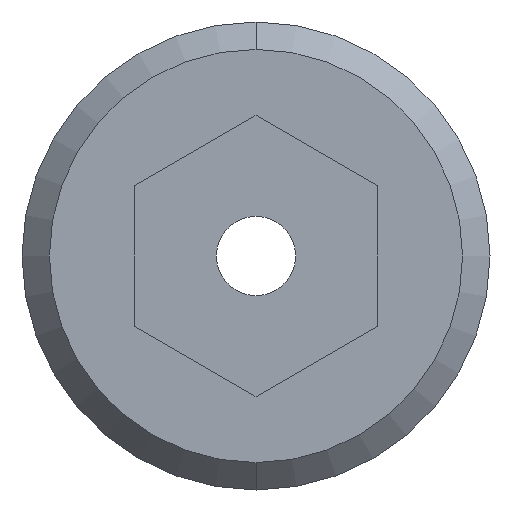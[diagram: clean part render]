
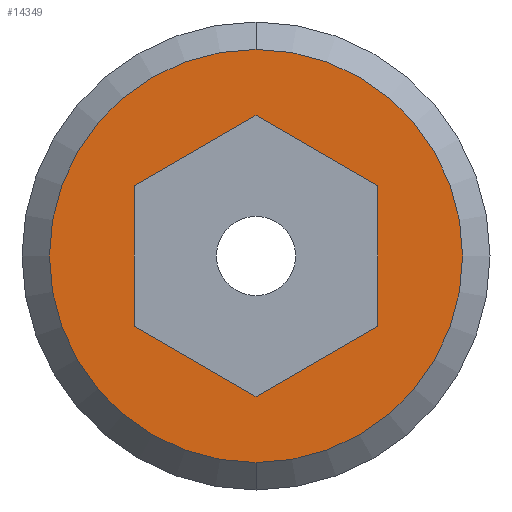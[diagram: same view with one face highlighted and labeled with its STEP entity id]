
A CAD part, left-side view. The second image highlights one B-rep face of the part: STEP entity #14349.
In plain terms, the highlighted planar face has unit normal (-1, 0, 0).
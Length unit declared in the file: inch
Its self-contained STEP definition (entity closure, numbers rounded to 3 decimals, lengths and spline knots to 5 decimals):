
#6774=CARTESIAN_POINT('',(-0.188,0.,0.));
#6775=DIRECTION('',(-1.,0.,0.));
#6776=DIRECTION('',(0.,1.,0.));
#6777=AXIS2_PLACEMENT_3D('',#6774,#6775,#6776);
#6792=DIRECTION('',(0.,0.5,0.866));
#6793=VECTOR('',#6792,0.09238);
#6794=CARTESIAN_POINT('',(-0.188,0.04619,-0.08));
#6795=LINE('',#6794,#6793);
#6796=DIRECTION('',(0.,1.,0.));
#6797=VECTOR('',#6796,0.09238);
#6798=CARTESIAN_POINT('',(-0.188,-0.04619,-0.08));
#6799=LINE('',#6798,#6797);
#6800=DIRECTION('',(0.,0.5,-0.866));
#6801=VECTOR('',#6800,0.09238);
#6802=CARTESIAN_POINT('',(-0.188,-0.09238,0.));
#6803=LINE('',#6802,#6801);
#6804=DIRECTION('',(0.,-0.5,-0.866));
#6805=VECTOR('',#6804,0.09238);
#6806=CARTESIAN_POINT('',(-0.188,-0.04619,0.08));
#6807=LINE('',#6806,#6805);
#6808=DIRECTION('',(0.,-1.,0.));
#6809=VECTOR('',#6808,0.09238);
#6810=CARTESIAN_POINT('',(-0.188,0.04619,0.08));
#6811=LINE('',#6810,#6809);
#6812=DIRECTION('',(0.,-0.5,0.866));
#6813=VECTOR('',#6812,0.09238);
#6814=CARTESIAN_POINT('',(-0.188,0.09238,0.));
#6815=LINE('',#6814,#6813);
#6816=CARTESIAN_POINT('',(-0.188,0.,0.));
#6817=DIRECTION('',(1.,0.,0.));
#6818=DIRECTION('',(0.,1.,0.));
#6819=AXIS2_PLACEMENT_3D('',#6816,#6817,#6818);
#7196=CARTESIAN_POINT('',(-0.188,0.13575,0.));
#7197=CARTESIAN_POINT('',(-0.188,-0.13575,0.));
#7198=VERTEX_POINT('',#7196);
#7199=VERTEX_POINT('',#7197);
#7216=CARTESIAN_POINT('',(-0.188,0.04619,-0.08));
#7217=CARTESIAN_POINT('',(-0.188,0.09238,0.));
#7218=VERTEX_POINT('',#7216);
#7219=VERTEX_POINT('',#7217);
#7220=CARTESIAN_POINT('',(-0.188,-0.04619,-0.08));
#7221=VERTEX_POINT('',#7220);
#7222=CARTESIAN_POINT('',(-0.188,-0.09238,0.));
#7223=VERTEX_POINT('',#7222);
#7224=CARTESIAN_POINT('',(-0.188,-0.04619,0.08));
#7225=VERTEX_POINT('',#7224);
#7226=CARTESIAN_POINT('',(-0.188,0.04619,0.08));
#7227=VERTEX_POINT('',#7226);
#14325=CARTESIAN_POINT('',(-0.188,0.,0.));
#14326=DIRECTION('',(1.,0.,0.));
#14327=DIRECTION('',(0.,-1.,0.));
#14328=AXIS2_PLACEMENT_3D('',#14325,#14326,#14327);
#14329=PLANE('',#14328);
#14330=ORIENTED_EDGE('',*,*,#14315,.F.);
#14332=ORIENTED_EDGE('',*,*,#14331,.T.);
#14333=EDGE_LOOP('',(#14330,#14332));
#14334=FACE_OUTER_BOUND('',#14333,.F.);
#14336=ORIENTED_EDGE('',*,*,#14335,.F.);
#14338=ORIENTED_EDGE('',*,*,#14337,.F.);
#14340=ORIENTED_EDGE('',*,*,#14339,.F.);
#14342=ORIENTED_EDGE('',*,*,#14341,.F.);
#14344=ORIENTED_EDGE('',*,*,#14343,.F.);
#14346=ORIENTED_EDGE('',*,*,#14345,.F.);
#14347=EDGE_LOOP('',(#14336,#14338,#14340,#14342,#14344,#14346));
#14348=FACE_BOUND('',#14347,.F.);
#6778=CIRCLE('',#6777,0.13575);
#6820=CIRCLE('',#6819,0.13575);
#14315=EDGE_CURVE('',#7198,#7199,#6778,.T.);
#14331=EDGE_CURVE('',#7198,#7199,#6820,.T.);
#14335=EDGE_CURVE('',#7218,#7219,#6795,.T.);
#14337=EDGE_CURVE('',#7221,#7218,#6799,.T.);
#14339=EDGE_CURVE('',#7223,#7221,#6803,.T.);
#14341=EDGE_CURVE('',#7225,#7223,#6807,.T.);
#14343=EDGE_CURVE('',#7227,#7225,#6811,.T.);
#14345=EDGE_CURVE('',#7219,#7227,#6815,.T.);
#14349=ADVANCED_FACE('',(#14334,#14348),#14329,.F.);
